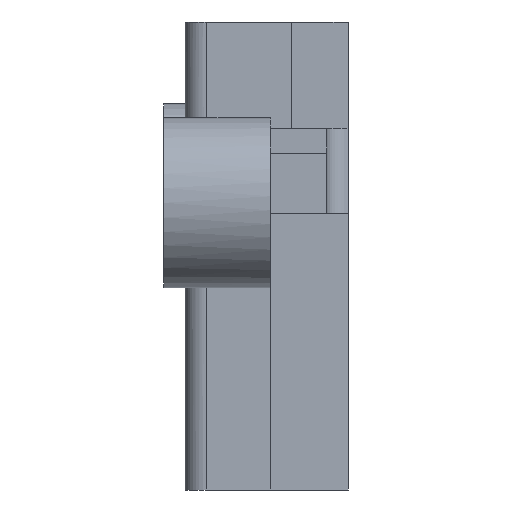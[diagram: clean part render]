
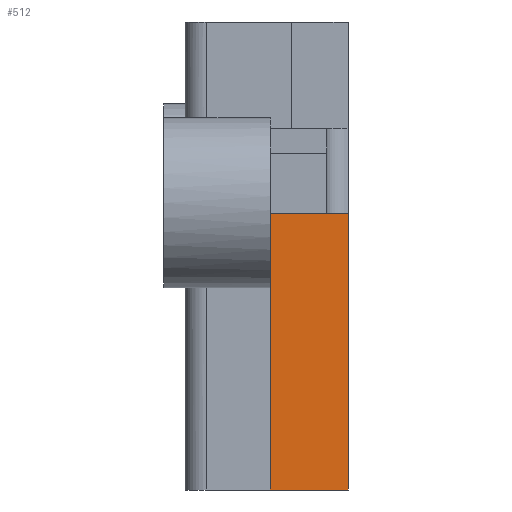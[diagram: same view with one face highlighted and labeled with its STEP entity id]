
A CAD part, front view. The second image highlights one B-rep face of the part: STEP entity #512.
In plain terms, the highlighted planar face has unit normal (0, -1, 0).
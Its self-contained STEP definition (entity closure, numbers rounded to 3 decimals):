
#157 = CARTESIAN_POINT ( 'NONE',  ( 15., -47.5, 6. ) ) ;
#194 = VERTEX_POINT ( 'NONE', #268 ) ;
#268 = CARTESIAN_POINT ( 'NONE',  ( 23., -47.5, -33. ) ) ;
#421 = ORIENTED_EDGE ( 'NONE', *, *, #1602, .T. ) ;
#476 = PLANE ( 'NONE',  #2721 ) ;
#509 = CARTESIAN_POINT ( 'NONE',  ( 12., -47.5, -33. ) ) ;
#512 = ADVANCED_FACE ( 'NONE', ( #1478 ), #476, .F. ) ;
#549 = EDGE_CURVE ( 'NONE', #1776, #1674, #1448, .T. ) ;
#612 = VECTOR ( 'NONE', #1914, 1000. ) ;
#763 = ORIENTED_EDGE ( 'NONE', *, *, #549, .F. ) ;
#980 = DIRECTION ( 'NONE',  ( 0., 1., 0. ) ) ;
#1059 = CARTESIAN_POINT ( 'NONE',  ( 23., -47.5, 6. ) ) ;
#1101 = LINE ( 'NONE', #157, #612 ) ;
#1102 = VERTEX_POINT ( 'NONE', #1059 ) ;
#1118 = EDGE_CURVE ( 'NONE', #1102, #194, #1327, .T. ) ;
#1212 = CARTESIAN_POINT ( 'NONE',  ( 12., -47.5, -33. ) ) ;
#1327 = LINE ( 'NONE', #2013, #2934 ) ;
#1406 = DIRECTION ( 'NONE',  ( 1., 0., 0. ) ) ;
#1434 = CARTESIAN_POINT ( 'NONE',  ( 15., -47.5, -33. ) ) ;
#1448 = LINE ( 'NONE', #509, #3151 ) ;
#1478 = FACE_OUTER_BOUND ( 'NONE', #2346, .T. ) ;
#1602 = EDGE_CURVE ( 'NONE', #1776, #194, #3185, .T. ) ;
#1674 = VERTEX_POINT ( 'NONE', #1842 ) ;
#1776 = VERTEX_POINT ( 'NONE', #1212 ) ;
#1842 = CARTESIAN_POINT ( 'NONE',  ( 12., -47.5, 6. ) ) ;
#1914 = DIRECTION ( 'NONE',  ( -1., 0., 0. ) ) ;
#1949 = CARTESIAN_POINT ( 'NONE',  ( 15., -47.5, 33. ) ) ;
#1978 = ORIENTED_EDGE ( 'NONE', *, *, #2822, .T. ) ;
#2013 = CARTESIAN_POINT ( 'NONE',  ( 23., -47.5, 33. ) ) ;
#2339 = DIRECTION ( 'NONE',  ( 0., 0., -1. ) ) ;
#2346 = EDGE_LOOP ( 'NONE', ( #3123, #1978, #763, #421 ) ) ;
#2413 = VECTOR ( 'NONE', #1406, 1000. ) ;
#2721 = AXIS2_PLACEMENT_3D ( 'NONE', #1949, #980, #3005 ) ;
#2822 = EDGE_CURVE ( 'NONE', #1102, #1674, #1101, .T. ) ;
#2934 = VECTOR ( 'NONE', #2339, 1000. ) ;
#2971 = DIRECTION ( 'NONE',  ( 0., 0., 1. ) ) ;
#3005 = DIRECTION ( 'NONE',  ( 0., 0., 1. ) ) ;
#3123 = ORIENTED_EDGE ( 'NONE', *, *, #1118, .F. ) ;
#3151 = VECTOR ( 'NONE', #2971, 1000. ) ;
#3185 = LINE ( 'NONE', #1434, #2413 ) ;
